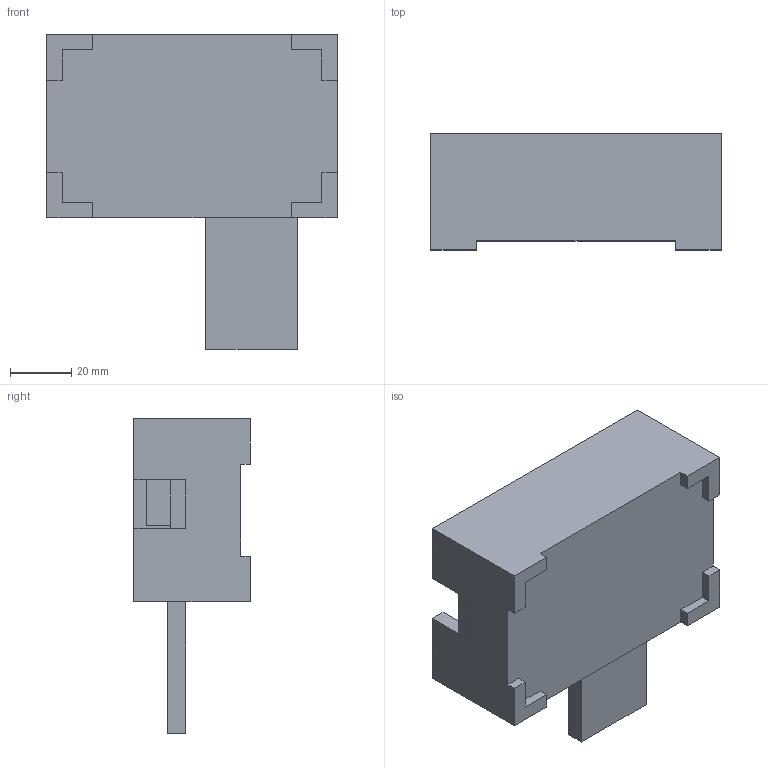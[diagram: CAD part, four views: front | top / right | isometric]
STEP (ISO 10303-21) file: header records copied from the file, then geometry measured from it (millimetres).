
FILE_DESCRIPTION (( 'STEP AP203' ), '1' );
FILE_NAME ('Case.STEP', '2024-02-20T14:07:23', ( '' ), ( '' ), 'SwSTEP 2.0', 'SolidWorks 2018', '' );
FILE_SCHEMA (( 'CONFIG_CONTROL_DESIGN' ));
Length unit declared in the file: millimetre
Products named in the file (1): Case
Bounding box: 95 x 38 x 103 mm (x, y, z)
Volume: 143917.8 mm3; surface area: 47797.6 mm2
Topology: 2 solids, 2 shells, 73 faces, 194 edges, 128 vertices
Faces by surface type: plane 71, cylinder 2
Entity records: 2299 total; most frequent: CARTESIAN_POINT 396, ORIENTED_EDGE 388, DIRECTION 346, EDGE_CURVE 194, LINE 190, VECTOR 190, VERTEX_POINT 128, AXIS2_PLACEMENT_3D 78
